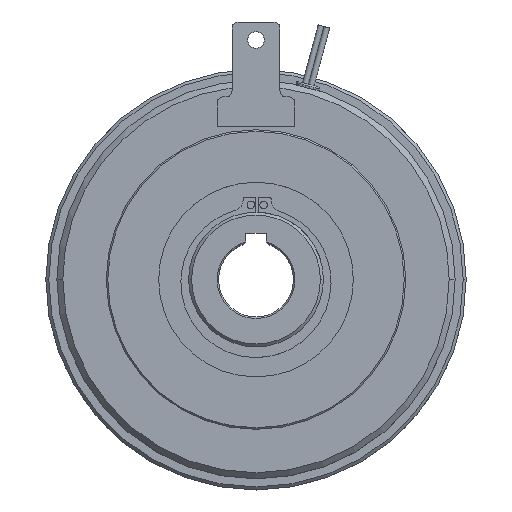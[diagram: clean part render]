
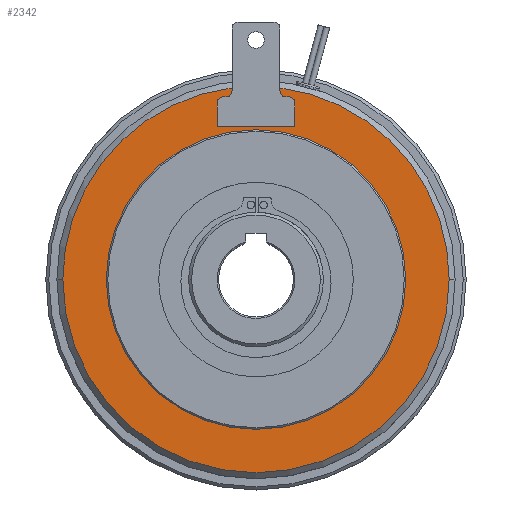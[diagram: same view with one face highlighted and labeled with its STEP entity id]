
A CAD part, top view. The second image highlights one B-rep face of the part: STEP entity #2342.
In plain terms, the highlighted planar face has unit normal (0, 0, 1).
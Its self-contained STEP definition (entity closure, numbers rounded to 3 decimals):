
#2202 = EDGE_CURVE ( 'NONE', #2320, #2203, #10667, .T. ) ;
#2203 = VERTEX_POINT ( 'NONE', #10662 ) ;
#2252 = EDGE_CURVE ( 'NONE', #2253, #2254, #10799, .T. ) ;
#2253 = VERTEX_POINT ( 'NONE', #10861 ) ;
#2254 = VERTEX_POINT ( 'NONE', #10860 ) ;
#2263 = EDGE_CURVE ( 'NONE', #2264, #2309, #10839, .T. ) ;
#2264 = VERTEX_POINT ( 'NONE', #10834 ) ;
#2309 = VERTEX_POINT ( 'NONE', #10939 ) ;
#2320 = VERTEX_POINT ( 'NONE', #10983 ) ;
#2325 = VERTEX_POINT ( 'NONE', #10967 ) ;
#2326 = ORIENTED_EDGE ( 'NONE', *, *, #2327, .F. ) ;
#2327 = EDGE_CURVE ( 'NONE', #2328, #2325, #10962, .T. ) ;
#2328 = VERTEX_POINT ( 'NONE', #11021 ) ;
#2329 = ORIENTED_EDGE ( 'NONE', *, *, #2330, .F. ) ;
#2330 = EDGE_CURVE ( 'NONE', #2331, #2328, #11020, .T. ) ;
#2331 = VERTEX_POINT ( 'NONE', #11016 ) ;
#2332 = ORIENTED_EDGE ( 'NONE', *, *, #2333, .F. ) ;
#2333 = EDGE_CURVE ( 'NONE', #2334, #2331, #11015, .T. ) ;
#2334 = VERTEX_POINT ( 'NONE', #11011 ) ;
#2341 = EDGE_LOOP ( 'NONE', ( #2343, #2344 ) ) ;
#2342 = ADVANCED_FACE ( 'NONE', ( #11000, #10999 ), #10998, .T. ) ;
#2343 = ORIENTED_EDGE ( 'NONE', *, *, #2202, .F. ) ;
#2344 = ORIENTED_EDGE ( 'NONE', *, *, #2345, .F. ) ;
#2345 = EDGE_CURVE ( 'NONE', #2203, #2320, #10996, .T. ) ;
#2347 = EDGE_LOOP ( 'NONE', ( #2348, #2349, #2351, #2388, #2391, #2394, #2404, #2326, #2329, #2332, #2397, #2400, #2384, #2386 ) ) ;
#2348 = ORIENTED_EDGE ( 'NONE', *, *, #2263, .T. ) ;
#2349 = ORIENTED_EDGE ( 'NONE', *, *, #2350, .T. ) ;
#2350 = EDGE_CURVE ( 'NONE', #2309, #2253, #11041, .T. ) ;
#2351 = ORIENTED_EDGE ( 'NONE', *, *, #2252, .T. ) ;
#2378 = EDGE_CURVE ( 'NONE', #2379, #2413, #11059, .T. ) ;
#2379 = VERTEX_POINT ( 'NONE', #11116 ) ;
#2380 = EDGE_CURVE ( 'NONE', #2413, #2399, #11115, .T. ) ;
#2384 = ORIENTED_EDGE ( 'NONE', *, *, #2378, .F. ) ;
#2386 = ORIENTED_EDGE ( 'NONE', *, *, #2387, .F. ) ;
#2387 = EDGE_CURVE ( 'NONE', #2264, #2379, #11104, .T. ) ;
#2388 = ORIENTED_EDGE ( 'NONE', *, *, #2389, .F. ) ;
#2389 = EDGE_CURVE ( 'NONE', #2390, #2254, #11100, .T. ) ;
#2390 = VERTEX_POINT ( 'NONE', #11096 ) ;
#2391 = ORIENTED_EDGE ( 'NONE', *, *, #2392, .F. ) ;
#2392 = EDGE_CURVE ( 'NONE', #2393, #2390, #11095, .T. ) ;
#2393 = VERTEX_POINT ( 'NONE', #11090 ) ;
#2394 = ORIENTED_EDGE ( 'NONE', *, *, #2395, .F. ) ;
#2395 = EDGE_CURVE ( 'NONE', #2396, #2393, #11089, .T. ) ;
#2396 = VERTEX_POINT ( 'NONE', #11149 ) ;
#2397 = ORIENTED_EDGE ( 'NONE', *, *, #2398, .F. ) ;
#2398 = EDGE_CURVE ( 'NONE', #2399, #2334, #11148, .T. ) ;
#2399 = VERTEX_POINT ( 'NONE', #11143 ) ;
#2400 = ORIENTED_EDGE ( 'NONE', *, *, #2380, .F. ) ;
#2404 = ORIENTED_EDGE ( 'NONE', *, *, #2405, .F. ) ;
#2405 = EDGE_CURVE ( 'NONE', #2325, #2396, #11141, .T. ) ;
#2413 = VERTEX_POINT ( 'NONE', #11129 ) ;
#10662 = CARTESIAN_POINT ( 'NONE',  ( -50., 0., 28. ) ) ;
#10663 = DIRECTION ( 'NONE',  ( 1., 0., 0. ) ) ;
#10664 = DIRECTION ( 'NONE',  ( 0., 0., 1. ) ) ;
#10665 = CARTESIAN_POINT ( 'NONE',  ( 0., 0., 28. ) ) ;
#10666 = AXIS2_PLACEMENT_3D ( 'NONE', #10665, #10664, #10663 ) ;
#10667 = CIRCLE ( 'NONE', #10666, 50. ) ;
#10792 = CARTESIAN_POINT ( 'NONE',  ( 0., 0., 28. ) ) ;
#10793 = AXIS2_PLACEMENT_3D ( 'NONE', #10792, #10863, #10862 ) ;
#10799 = CIRCLE ( 'NONE', #10793, 64.5 ) ;
#10834 = CARTESIAN_POINT ( 'NONE',  ( -8., 64.002, 28. ) ) ;
#10835 = DIRECTION ( 'NONE',  ( 1., 0., 0. ) ) ;
#10836 = DIRECTION ( 'NONE',  ( 0., 0., 1. ) ) ;
#10837 = CARTESIAN_POINT ( 'NONE',  ( 0., 0., 28. ) ) ;
#10838 = AXIS2_PLACEMENT_3D ( 'NONE', #10837, #10836, #10835 ) ;
#10839 = CIRCLE ( 'NONE', #10838, 64.5 ) ;
#10860 = CARTESIAN_POINT ( 'NONE',  ( 8., 64.002, 28. ) ) ;
#10861 = CARTESIAN_POINT ( 'NONE',  ( 64.5, 0., 28. ) ) ;
#10862 = DIRECTION ( 'NONE',  ( 1., 0., 0. ) ) ;
#10863 = DIRECTION ( 'NONE',  ( 0., 0., 1. ) ) ;
#10939 = CARTESIAN_POINT ( 'NONE',  ( -64.5, 0., 28. ) ) ;
#10959 = DIRECTION ( 'NONE',  ( 0., 1., 0. ) ) ;
#10960 = VECTOR ( 'NONE', #10959, 1000. ) ;
#10961 = CARTESIAN_POINT ( 'NONE',  ( 13., 59., 28. ) ) ;
#10962 = LINE ( 'NONE', #10961, #10960 ) ;
#10967 = CARTESIAN_POINT ( 'NONE',  ( 13., 59., 28. ) ) ;
#10983 = CARTESIAN_POINT ( 'NONE',  ( 50., 0., 28. ) ) ;
#10991 = CARTESIAN_POINT ( 'NONE',  ( 0., 0., 28. ) ) ;
#10992 = AXIS2_PLACEMENT_3D ( 'NONE', #10991, #11051, #11050 ) ;
#10993 = DIRECTION ( 'NONE',  ( 1., 0., 0. ) ) ;
#10994 = DIRECTION ( 'NONE',  ( 0., 0., 1. ) ) ;
#10995 = CARTESIAN_POINT ( 'NONE',  ( 0., 0., 28. ) ) ;
#10996 = CIRCLE ( 'NONE', #10992, 50. ) ;
#10997 = AXIS2_PLACEMENT_3D ( 'NONE', #10995, #10994, #10993 ) ;
#10998 = PLANE ( 'NONE',  #10997 ) ;
#10999 = FACE_OUTER_BOUND ( 'NONE', #2347, .T. ) ;
#11000 = FACE_BOUND ( 'NONE', #2341, .T. ) ;
#11011 = CARTESIAN_POINT ( 'NONE',  ( -13., 59., 28. ) ) ;
#11012 = DIRECTION ( 'NONE',  ( 0., -1., 0. ) ) ;
#11013 = VECTOR ( 'NONE', #11012, 1000. ) ;
#11014 = CARTESIAN_POINT ( 'NONE',  ( -13., 59., 28. ) ) ;
#11015 = LINE ( 'NONE', #11014, #11013 ) ;
#11016 = CARTESIAN_POINT ( 'NONE',  ( -13., 51., 28. ) ) ;
#11017 = DIRECTION ( 'NONE',  ( 1., 0., 0. ) ) ;
#11018 = VECTOR ( 'NONE', #11017, 1000. ) ;
#11019 = CARTESIAN_POINT ( 'NONE',  ( -13., 51., 28. ) ) ;
#11020 = LINE ( 'NONE', #11019, #11018 ) ;
#11021 = CARTESIAN_POINT ( 'NONE',  ( 13., 51., 28. ) ) ;
#11038 = DIRECTION ( 'NONE',  ( 1., 0., 0. ) ) ;
#11039 = DIRECTION ( 'NONE',  ( 0., 0., 1. ) ) ;
#11040 = AXIS2_PLACEMENT_3D ( 'NONE', #11045, #11039, #11038 ) ;
#11041 = CIRCLE ( 'NONE', #11040, 64.5 ) ;
#11045 = CARTESIAN_POINT ( 'NONE',  ( 0., 0., 28. ) ) ;
#11050 = DIRECTION ( 'NONE',  ( 1., 0., 0. ) ) ;
#11051 = DIRECTION ( 'NONE',  ( 0., 0., 1. ) ) ;
#11052 = DIRECTION ( 'NONE',  ( 1., 0., 0. ) ) ;
#11053 = DIRECTION ( 'NONE',  ( 0., 0., -1. ) ) ;
#11054 = CARTESIAN_POINT ( 'NONE',  ( -10., 63., 28. ) ) ;
#11055 = AXIS2_PLACEMENT_3D ( 'NONE', #11054, #11053, #11052 ) ;
#11059 = CIRCLE ( 'NONE', #11055, 2. ) ;
#11086 = DIRECTION ( 'NONE',  ( -1., 0., 0. ) ) ;
#11087 = VECTOR ( 'NONE', #11086, 1000. ) ;
#11088 = CARTESIAN_POINT ( 'NONE',  ( 10., 61., 28. ) ) ;
#11089 = LINE ( 'NONE', #11088, #11087 ) ;
#11090 = CARTESIAN_POINT ( 'NONE',  ( 10., 61., 28. ) ) ;
#11091 = DIRECTION ( 'NONE',  ( -1., 0., 0. ) ) ;
#11092 = DIRECTION ( 'NONE',  ( 0., 0., -1. ) ) ;
#11093 = CARTESIAN_POINT ( 'NONE',  ( 10., 63., 28. ) ) ;
#11094 = AXIS2_PLACEMENT_3D ( 'NONE', #11093, #11092, #11091 ) ;
#11095 = CIRCLE ( 'NONE', #11094, 2. ) ;
#11096 = CARTESIAN_POINT ( 'NONE',  ( 8., 63., 28. ) ) ;
#11097 = DIRECTION ( 'NONE',  ( 0., 1., 0. ) ) ;
#11098 = VECTOR ( 'NONE', #11097, 1000. ) ;
#11099 = CARTESIAN_POINT ( 'NONE',  ( 8., 84., 28. ) ) ;
#11100 = LINE ( 'NONE', #11099, #11098 ) ;
#11101 = DIRECTION ( 'NONE',  ( 0., -1., 0. ) ) ;
#11102 = VECTOR ( 'NONE', #11101, 1000. ) ;
#11103 = CARTESIAN_POINT ( 'NONE',  ( -8., 84., 28. ) ) ;
#11104 = LINE ( 'NONE', #11103, #11102 ) ;
#11112 = DIRECTION ( 'NONE',  ( -1., 0., 0. ) ) ;
#11113 = VECTOR ( 'NONE', #11112, 1000. ) ;
#11114 = CARTESIAN_POINT ( 'NONE',  ( -11., 61., 28. ) ) ;
#11115 = LINE ( 'NONE', #11114, #11113 ) ;
#11116 = CARTESIAN_POINT ( 'NONE',  ( -8., 63., 28. ) ) ;
#11129 = CARTESIAN_POINT ( 'NONE',  ( -10., 61., 28. ) ) ;
#11137 = DIRECTION ( 'NONE',  ( 1., 0., 0. ) ) ;
#11138 = DIRECTION ( 'NONE',  ( 0., 0., 1. ) ) ;
#11139 = CARTESIAN_POINT ( 'NONE',  ( 11., 59., 28. ) ) ;
#11140 = AXIS2_PLACEMENT_3D ( 'NONE', #11139, #11138, #11137 ) ;
#11141 = CIRCLE ( 'NONE', #11140, 2. ) ;
#11143 = CARTESIAN_POINT ( 'NONE',  ( -11., 61., 28. ) ) ;
#11144 = DIRECTION ( 'NONE',  ( 1., 0., 0. ) ) ;
#11145 = DIRECTION ( 'NONE',  ( 0., 0., 1. ) ) ;
#11146 = CARTESIAN_POINT ( 'NONE',  ( -11., 59., 28. ) ) ;
#11147 = AXIS2_PLACEMENT_3D ( 'NONE', #11146, #11145, #11144 ) ;
#11148 = CIRCLE ( 'NONE', #11147, 2. ) ;
#11149 = CARTESIAN_POINT ( 'NONE',  ( 11., 61., 28. ) ) ;
